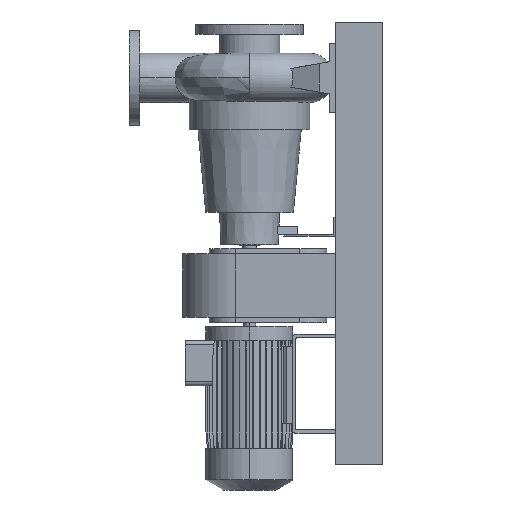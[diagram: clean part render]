
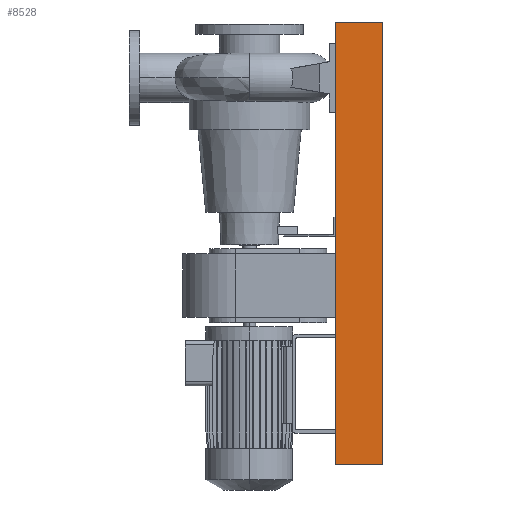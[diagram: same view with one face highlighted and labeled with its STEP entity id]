
A CAD part, left-side view. The second image highlights one B-rep face of the part: STEP entity #8528.
In plain terms, the highlighted planar face has unit normal (-1, 0, 0).
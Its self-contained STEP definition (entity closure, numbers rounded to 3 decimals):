
#864 = AXIS2_PLACEMENT_3D ( 'NONE', #15049, #13654, #4018 ) ;
#1292 = EDGE_CURVE ( 'NONE', #2237, #13983, #5888, .T. ) ;
#1416 = ORIENTED_EDGE ( 'NONE', *, *, #1292, .F. ) ;
#2237 = VERTEX_POINT ( 'NONE', #9272 ) ;
#2510 = CARTESIAN_POINT ( 'NONE',  ( -200., -55., -515. ) ) ;
#3209 = DIRECTION ( 'NONE',  ( 0., -1., 0. ) ) ;
#3970 = LINE ( 'NONE', #13713, #19925 ) ;
#4018 = DIRECTION ( 'NONE',  ( 0., 0., 1. ) ) ;
#4394 = DIRECTION ( 'NONE',  ( 0., 0., 1. ) ) ;
#5365 = DIRECTION ( 'NONE',  ( 0., -1., 0. ) ) ;
#5594 = EDGE_CURVE ( 'NONE', #14570, #20952, #20383, .T. ) ;
#5888 = LINE ( 'NONE', #20648, #16466 ) ;
#6217 = EDGE_CURVE ( 'NONE', #13983, #20952, #11453, .T. ) ;
#6510 = CARTESIAN_POINT ( 'NONE',  ( -200., -55., 515. ) ) ;
#8073 = ORIENTED_EDGE ( 'NONE', *, *, #6217, .F. ) ;
#8528 = ADVANCED_FACE ( 'NONE', ( #8616 ), #15148, .T. ) ;
#8616 = FACE_OUTER_BOUND ( 'NONE', #10823, .T. ) ;
#9052 = CARTESIAN_POINT ( 'NONE',  ( -200., -55., -515. ) ) ;
#9272 = CARTESIAN_POINT ( 'NONE',  ( -200., 55., -515. ) ) ;
#10823 = EDGE_LOOP ( 'NONE', ( #8073, #1416, #12705, #11449 ) ) ;
#11449 = ORIENTED_EDGE ( 'NONE', *, *, #5594, .T. ) ;
#11453 = LINE ( 'NONE', #19374, #12125 ) ;
#12125 = VECTOR ( 'NONE', #3209, 1000. ) ;
#12138 = CARTESIAN_POINT ( 'NONE',  ( -200., 55., 515. ) ) ;
#12705 = ORIENTED_EDGE ( 'NONE', *, *, #14822, .T. ) ;
#13654 = DIRECTION ( 'NONE',  ( -1., 0., 0. ) ) ;
#13713 = CARTESIAN_POINT ( 'NONE',  ( -200., -55., -515. ) ) ;
#13983 = VERTEX_POINT ( 'NONE', #12138 ) ;
#14570 = VERTEX_POINT ( 'NONE', #9052 ) ;
#14822 = EDGE_CURVE ( 'NONE', #2237, #14570, #3970, .T. ) ;
#15049 = CARTESIAN_POINT ( 'NONE',  ( -200., -55., -515. ) ) ;
#15148 = PLANE ( 'NONE',  #864 ) ;
#16466 = VECTOR ( 'NONE', #4394, 1000. ) ;
#19374 = CARTESIAN_POINT ( 'NONE',  ( -200., -55., 515. ) ) ;
#19617 = VECTOR ( 'NONE', #20582, 1000. ) ;
#19925 = VECTOR ( 'NONE', #5365, 1000. ) ;
#20383 = LINE ( 'NONE', #2510, #19617 ) ;
#20582 = DIRECTION ( 'NONE',  ( 0., 0., 1. ) ) ;
#20648 = CARTESIAN_POINT ( 'NONE',  ( -200., 55., -515. ) ) ;
#20952 = VERTEX_POINT ( 'NONE', #6510 ) ;
